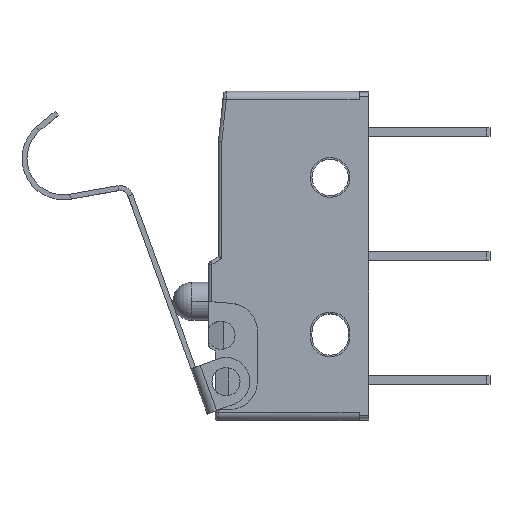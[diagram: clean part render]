
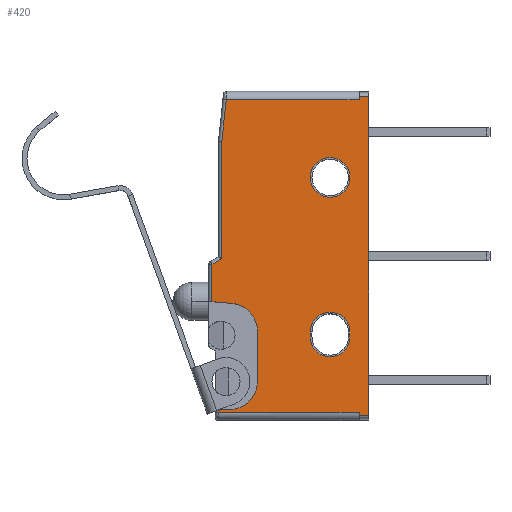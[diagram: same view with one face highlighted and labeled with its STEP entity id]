
A CAD part, top view. The second image highlights one B-rep face of the part: STEP entity #420.
In plain terms, the highlighted planar face has unit normal (0, 0, 1).
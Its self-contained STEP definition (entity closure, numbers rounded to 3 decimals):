
#420=ADVANCED_FACE('',(#1157,#1158,#1159),#1160,.T.);
#1157=FACE_OUTER_BOUND('',#2227,.T.);
#1158=FACE_BOUND('',#2228,.T.);
#1159=FACE_BOUND('',#2229,.T.);
#1160=PLANE('',#2230);
#2227=EDGE_LOOP('',(#3590,#3591,#3592,#3593,#3594,#3595,#3596,#3597,#3598,#3599,#3600,#3601,#3602,#3603,#3604,#3605,#3606,#3607));
#2228=EDGE_LOOP('',(#3608,#3609,#3610,#3611,#3612,#3613));
#2229=EDGE_LOOP('',(#3614,#3615,#3616,#3617));
#2230=AXIS2_PLACEMENT_3D('',#3618,#3619,#3620);
#3590=ORIENTED_EDGE('',*,*,#6901,.F.);
#3591=ORIENTED_EDGE('',*,*,#6899,.F.);
#3592=ORIENTED_EDGE('',*,*,#6902,.F.);
#3593=ORIENTED_EDGE('',*,*,#6903,.F.);
#3594=ORIENTED_EDGE('',*,*,#6904,.T.);
#3595=ORIENTED_EDGE('',*,*,#6905,.F.);
#3596=ORIENTED_EDGE('',*,*,#6906,.F.);
#3597=ORIENTED_EDGE('',*,*,#6907,.F.);
#3598=ORIENTED_EDGE('',*,*,#6908,.T.);
#3599=ORIENTED_EDGE('',*,*,#6909,.F.);
#3600=ORIENTED_EDGE('',*,*,#6910,.T.);
#3601=ORIENTED_EDGE('',*,*,#6911,.F.);
#3602=ORIENTED_EDGE('',*,*,#6912,.T.);
#3603=ORIENTED_EDGE('',*,*,#6913,.T.);
#3604=ORIENTED_EDGE('',*,*,#6914,.F.);
#3605=ORIENTED_EDGE('',*,*,#6915,.T.);
#3606=ORIENTED_EDGE('',*,*,#6916,.T.);
#3607=ORIENTED_EDGE('',*,*,#6917,.T.);
#3608=ORIENTED_EDGE('',*,*,#6918,.T.);
#3609=ORIENTED_EDGE('',*,*,#6715,.T.);
#3610=ORIENTED_EDGE('',*,*,#6919,.F.);
#3611=ORIENTED_EDGE('',*,*,#6718,.T.);
#3612=ORIENTED_EDGE('',*,*,#6920,.T.);
#3613=ORIENTED_EDGE('',*,*,#6921,.T.);
#3614=ORIENTED_EDGE('',*,*,#6922,.T.);
#3615=ORIENTED_EDGE('',*,*,#6923,.T.);
#3616=ORIENTED_EDGE('',*,*,#6924,.T.);
#3617=ORIENTED_EDGE('',*,*,#6925,.T.);
#3618=CARTESIAN_POINT('',(20.979,0.307,6.5));
#3619=DIRECTION('',(0.0,0.0,1.0));
#3620=DIRECTION('',(0.0,-1.0,0.0));
#6715=EDGE_CURVE('',#7984,#7988,#7990,.T.);
#6718=EDGE_CURVE('',#7995,#7992,#7996,.T.);
#6899=EDGE_CURVE('',#8319,#8315,#8321,.T.);
#6901=EDGE_CURVE('',#8315,#8323,#8324,.T.);
#6902=EDGE_CURVE('',#8325,#8319,#8326,.T.);
#6903=EDGE_CURVE('',#8327,#8325,#8328,.T.);
#6904=EDGE_CURVE('',#8327,#8329,#8330,.T.);
#6905=EDGE_CURVE('',#8331,#8329,#8332,.T.);
#6906=EDGE_CURVE('',#8333,#8331,#8334,.T.);
#6907=EDGE_CURVE('',#8335,#8333,#8336,.T.);
#6908=EDGE_CURVE('',#8335,#8337,#8338,.T.);
#6909=EDGE_CURVE('',#8339,#8337,#8340,.T.);
#6910=EDGE_CURVE('',#8339,#8341,#8342,.T.);
#6911=EDGE_CURVE('',#8343,#8341,#8344,.T.);
#6912=EDGE_CURVE('',#8343,#8345,#8346,.T.);
#6913=EDGE_CURVE('',#8345,#8347,#8348,.T.);
#6914=EDGE_CURVE('',#8349,#8347,#8350,.T.);
#6915=EDGE_CURVE('',#8349,#8351,#8352,.T.);
#6916=EDGE_CURVE('',#8351,#8353,#8354,.T.);
#6917=EDGE_CURVE('',#8353,#8323,#8355,.T.);
#6918=EDGE_CURVE('',#8356,#7984,#8357,.T.);
#6919=EDGE_CURVE('',#7995,#7988,#8358,.T.);
#6920=EDGE_CURVE('',#7992,#8359,#8360,.T.);
#6921=EDGE_CURVE('',#8359,#8356,#8361,.T.);
#6922=EDGE_CURVE('',#8362,#8363,#8364,.T.);
#6923=EDGE_CURVE('',#8363,#8365,#8366,.T.);
#6924=EDGE_CURVE('',#8365,#8367,#8368,.T.);
#6925=EDGE_CURVE('',#8367,#8362,#8369,.T.);
#7984=VERTEX_POINT('',#9827);
#7988=VERTEX_POINT('',#9832);
#7990=CIRCLE('',#9835,1.2);
#7992=VERTEX_POINT('',#9837);
#7995=VERTEX_POINT('',#9841);
#7996=CIRCLE('',#9842,1.2);
#8315=VERTEX_POINT('',#10405);
#8319=VERTEX_POINT('',#10409);
#8321=LINE('',#10411,#10412);
#8323=VERTEX_POINT('',#10414);
#8324=LINE('',#10415,#10416);
#8325=VERTEX_POINT('',#10417);
#8326=LINE('',#10418,#10419);
#8327=VERTEX_POINT('',#10420);
#8328=LINE('',#10421,#10422);
#8329=VERTEX_POINT('',#10423);
#8330=LINE('',#10424,#10425);
#8331=VERTEX_POINT('',#10426);
#8332=LINE('',#10427,#10428);
#8333=VERTEX_POINT('',#10429);
#8334=LINE('',#10430,#10431);
#8335=VERTEX_POINT('',#10432);
#8336=LINE('',#10433,#10434);
#8337=VERTEX_POINT('',#10435);
#8338=LINE('',#10436,#10437);
#8339=VERTEX_POINT('',#10438);
#8340=LINE('',#10439,#10440);
#8341=VERTEX_POINT('',#10441);
#8342=LINE('',#10442,#10443);
#8343=VERTEX_POINT('',#10444);
#8344=LINE('',#10445,#10446);
#8345=VERTEX_POINT('',#10447);
#8346=LINE('',#10448,#10449);
#8347=VERTEX_POINT('',#10450);
#8348=CIRCLE('',#10451,1.7);
#8349=VERTEX_POINT('',#10452);
#8350=LINE('',#10453,#10454);
#8351=VERTEX_POINT('',#10455);
#8352=CIRCLE('',#10456,1.7);
#8353=VERTEX_POINT('',#10457);
#8354=LINE('',#10458,#10459);
#8355=LINE('',#10460,#10461);
#8356=VERTEX_POINT('',#10462);
#8357=CIRCLE('',#10463,1.2);
#8358=LINE('',#10464,#10465);
#8359=VERTEX_POINT('',#10466);
#8360=CIRCLE('',#10467,1.2);
#8361=LINE('',#10468,#10469);
#8362=VERTEX_POINT('',#10470);
#8363=VERTEX_POINT('',#10471);
#8364=CIRCLE('',#10472,1.2);
#8365=VERTEX_POINT('',#10473);
#8366=CIRCLE('',#10474,1.2);
#8367=VERTEX_POINT('',#10475);
#8368=CIRCLE('',#10476,1.2);
#8369=CIRCLE('',#10477,1.2);
#9827=CARTESIAN_POINT('',(18.629,6.55,6.5));
#9832=CARTESIAN_POINT('',(19.829,5.35,6.5));
#9835=AXIS2_PLACEMENT_3D('',#12710,#12711,#12712);
#9837=CARTESIAN_POINT('',(18.629,3.85,6.5));
#9841=CARTESIAN_POINT('',(19.829,5.05,6.5));
#9842=AXIS2_PLACEMENT_3D('',#12714,#12715,#12716);
#10405=CARTESIAN_POINT('',(11.879,0.5,6.5));
#10409=CARTESIAN_POINT('',(20.379,0.5,6.5));
#10411=CARTESIAN_POINT('',(20.379,0.5,6.5));
#10412=VECTOR('',#12946,1.0);
#10414=CARTESIAN_POINT('',(11.879,0.603,6.5));
#10415=CARTESIAN_POINT('',(11.879,0.5,6.5));
#10416=VECTOR('',#12947,1.0);
#10417=CARTESIAN_POINT('',(20.379,0.307,6.5));
#10418=CARTESIAN_POINT('',(20.379,0.307,6.5));
#10419=VECTOR('',#12948,1.0);
#10420=CARTESIAN_POINT('',(20.979,0.307,6.5));
#10421=CARTESIAN_POINT('',(20.979,0.307,6.5));
#10422=VECTOR('',#12949,1.0);
#10423=CARTESIAN_POINT('',(20.979,19.593,6.5));
#10424=CARTESIAN_POINT('',(20.979,0.307,6.5));
#10425=VECTOR('',#12950,1.0);
#10426=CARTESIAN_POINT('',(20.379,19.593,6.5));
#10427=CARTESIAN_POINT('',(20.379,19.593,6.5));
#10428=VECTOR('',#12951,1.0);
#10429=CARTESIAN_POINT('',(20.379,19.4,6.5));
#10430=CARTESIAN_POINT('',(20.379,19.4,6.5));
#10431=VECTOR('',#12952,1.0);
#10432=CARTESIAN_POINT('',(12.343,19.4,6.5));
#10433=CARTESIAN_POINT('',(12.343,19.4,6.5));
#10434=VECTOR('',#12953,1.0);
#10435=CARTESIAN_POINT('',(12.079,16.89,6.5));
#10436=CARTESIAN_POINT('',(12.343,19.4,6.5));
#10437=VECTOR('',#12954,1.0);
#10438=CARTESIAN_POINT('',(12.079,9.785,6.5));
#10439=CARTESIAN_POINT('',(12.079,9.785,6.5));
#10440=VECTOR('',#12955,1.0);
#10441=CARTESIAN_POINT('',(11.479,9.438,6.5));
#10442=CARTESIAN_POINT('',(12.079,9.785,6.5));
#10443=VECTOR('',#12956,1.0);
#10444=CARTESIAN_POINT('',(11.479,7.183,6.5));
#10445=CARTESIAN_POINT('',(11.479,7.183,6.5));
#10446=VECTOR('',#12957,1.0);
#10447=CARTESIAN_POINT('',(12.678,7.078,6.5));
#10448=CARTESIAN_POINT('',(11.479,7.183,6.5));
#10449=VECTOR('',#12958,1.0);
#10450=CARTESIAN_POINT('',(14.229,5.384,6.5));
#10451=AXIS2_PLACEMENT_3D('',#12959,#12960,#12961);
#10452=CARTESIAN_POINT('',(14.229,2.35,6.5));
#10453=CARTESIAN_POINT('',(14.229,2.35,6.5));
#10454=VECTOR('',#12962,1.0);
#10455=CARTESIAN_POINT('',(12.529,0.65,6.5));
#10456=AXIS2_PLACEMENT_3D('',#12963,#12964,#12965);
#10457=CARTESIAN_POINT('',(12.043,0.65,6.5));
#10458=CARTESIAN_POINT('',(12.529,0.65,6.5));
#10459=VECTOR('',#12966,1.0);
#10460=CARTESIAN_POINT('',(12.043,0.65,6.5));
#10461=VECTOR('',#12967,1.0);
#10462=CARTESIAN_POINT('',(17.429,5.35,6.5));
#10463=AXIS2_PLACEMENT_3D('',#12968,#12969,#12970);
#10464=CARTESIAN_POINT('',(19.829,5.05,6.5));
#10465=VECTOR('',#12971,1.0);
#10466=CARTESIAN_POINT('',(17.429,5.05,6.5));
#10467=AXIS2_PLACEMENT_3D('',#12972,#12973,#12974);
#10468=CARTESIAN_POINT('',(17.429,5.05,6.5));
#10469=VECTOR('',#12975,1.0);
#10470=CARTESIAN_POINT('',(18.629,15.9,6.5));
#10471=CARTESIAN_POINT('',(19.829,14.7,6.5));
#10472=AXIS2_PLACEMENT_3D('',#12976,#12977,#12978);
#10473=CARTESIAN_POINT('',(18.629,13.5,6.5));
#10474=AXIS2_PLACEMENT_3D('',#12979,#12980,#12981);
#10475=CARTESIAN_POINT('',(17.429,14.7,6.5));
#10476=AXIS2_PLACEMENT_3D('',#12982,#12983,#12984);
#10477=AXIS2_PLACEMENT_3D('',#12985,#12986,#12987);
#12710=CARTESIAN_POINT('',(18.629,5.35,6.5));
#12711=DIRECTION('',(0.0,0.0,-1.0));
#12712=DIRECTION('',(0.0,1.0,0.0));
#12714=CARTESIAN_POINT('',(18.629,5.05,6.5));
#12715=DIRECTION('',(0.0,0.0,-1.0));
#12716=DIRECTION('',(1.0,0.0,0.0));
#12946=DIRECTION('',(-1.0,0.0,0.0));
#12947=DIRECTION('',(0.0,1.0,0.0));
#12948=DIRECTION('',(0.0,1.0,0.0));
#12949=DIRECTION('',(-1.0,0.0,0.0));
#12950=DIRECTION('',(0.0,1.0,0.0));
#12951=DIRECTION('',(1.0,0.0,0.0));
#12952=DIRECTION('',(0.0,1.0,0.0));
#12953=DIRECTION('',(1.0,0.0,0.0));
#12954=DIRECTION('',(-0.105,-0.995,-0.0));
#12955=DIRECTION('',(0.,1.0,0.0));
#12956=DIRECTION('',(-0.866,-0.5,-0.0));
#12957=DIRECTION('',(0.,1.0,0.0));
#12958=DIRECTION('',(0.996,-0.087,0.0));
#12959=CARTESIAN_POINT('',(12.529,5.384,6.5));
#12960=DIRECTION('',(0.0,0.0,-1.0));
#12961=DIRECTION('',(0.087,0.996,0.0));
#12962=DIRECTION('',(0.0,1.0,0.0));
#12963=CARTESIAN_POINT('',(12.529,2.35,6.5));
#12964=DIRECTION('',(0.0,0.0,-1.0));
#12965=DIRECTION('',(1.0,0.0,0.0));
#12966=DIRECTION('',(-1.0,0.,0.0));
#12967=DIRECTION('',(-0.961,-0.276,-0.0));
#12968=CARTESIAN_POINT('',(18.629,5.35,6.5));
#12969=DIRECTION('',(0.0,0.0,-1.0));
#12970=DIRECTION('',(-1.0,0.0,0.0));
#12971=DIRECTION('',(0.0,1.0,0.0));
#12972=CARTESIAN_POINT('',(18.629,5.05,6.5));
#12973=DIRECTION('',(0.0,0.0,-1.0));
#12974=DIRECTION('',(0.0,-1.0,0.0));
#12975=DIRECTION('',(0.0,1.0,0.0));
#12976=CARTESIAN_POINT('',(18.629,14.7,6.5));
#12977=DIRECTION('',(0.0,0.0,-1.0));
#12978=DIRECTION('',(0.0,1.0,0.0));
#12979=CARTESIAN_POINT('',(18.629,14.7,6.5));
#12980=DIRECTION('',(0.0,0.0,-1.0));
#12981=DIRECTION('',(1.0,0.0,0.0));
#12982=CARTESIAN_POINT('',(18.629,14.7,6.5));
#12983=DIRECTION('',(0.0,0.0,-1.0));
#12984=DIRECTION('',(0.0,-1.0,0.0));
#12985=CARTESIAN_POINT('',(18.629,14.7,6.5));
#12986=DIRECTION('',(0.0,0.0,-1.0));
#12987=DIRECTION('',(-1.0,0.0,0.0));
